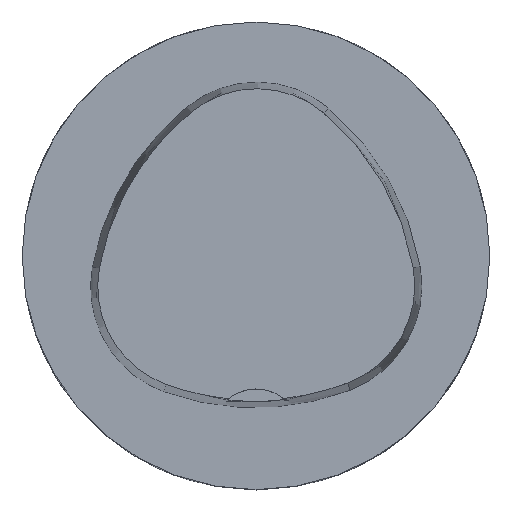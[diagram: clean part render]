
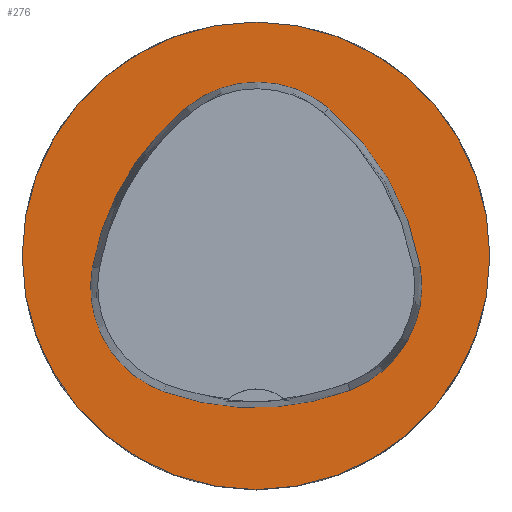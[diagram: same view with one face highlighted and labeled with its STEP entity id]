
A CAD part, top view. The second image highlights one B-rep face of the part: STEP entity #276.
In plain terms, the highlighted planar face has unit normal (0, 0, 1).
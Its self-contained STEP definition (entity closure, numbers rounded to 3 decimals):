
#226=PLANE('',#867);
#276=ADVANCED_FACE('',(#356,#357),#226,.T.);
#356=FACE_BOUND('',#426,.T.);
#357=FACE_BOUND('',#427,.T.);
#426=EDGE_LOOP('',(#551,#552,#553,#554,#555,#556));
#427=EDGE_LOOP('',(#557));
#551=ORIENTED_EDGE('',*,*,#722,.T.);
#552=ORIENTED_EDGE('',*,*,#702,.T.);
#553=ORIENTED_EDGE('',*,*,#706,.T.);
#554=ORIENTED_EDGE('',*,*,#709,.T.);
#555=ORIENTED_EDGE('',*,*,#712,.T.);
#556=ORIENTED_EDGE('',*,*,#720,.T.);
#557=ORIENTED_EDGE('',*,*,#692,.F.);
#631=VERTEX_POINT('',#1212);
#641=VERTEX_POINT('',#1239);
#642=VERTEX_POINT('',#1240);
#645=VERTEX_POINT('',#1248);
#647=VERTEX_POINT('',#1254);
#649=VERTEX_POINT('',#1260);
#656=VERTEX_POINT('',#1281);
#692=EDGE_CURVE('',#631,#631,#761,.T.);
#702=EDGE_CURVE('',#641,#642,#763,.T.);
#706=EDGE_CURVE('',#642,#645,#765,.T.);
#709=EDGE_CURVE('',#645,#647,#767,.T.);
#712=EDGE_CURVE('',#647,#649,#769,.T.);
#720=EDGE_CURVE('',#649,#656,#773,.T.);
#722=EDGE_CURVE('',#656,#641,#775,.T.);
#761=CIRCLE('',#837,31.5);
#763=CIRCLE('',#845,36.);
#765=CIRCLE('',#848,15.);
#767=CIRCLE('',#851,36.);
#769=CIRCLE('',#854,15.);
#773=CIRCLE('',#859,36.);
#775=CIRCLE('',#862,15.);
#837=AXIS2_PLACEMENT_3D('',#1211,#1003,#1004);
#845=AXIS2_PLACEMENT_3D('',#1238,#1024,#1025);
#848=AXIS2_PLACEMENT_3D('',#1247,#1032,#1033);
#851=AXIS2_PLACEMENT_3D('',#1253,#1039,#1040);
#854=AXIS2_PLACEMENT_3D('',#1259,#1046,#1047);
#859=AXIS2_PLACEMENT_3D('',#1282,#1058,#1059);
#862=AXIS2_PLACEMENT_3D('',#1285,#1064,#1065);
#867=AXIS2_PLACEMENT_3D('',#1290,#1074,#1075);
#1003=DIRECTION('',(0.,0.,-1.));
#1004=DIRECTION('',(-1.,0.,0.));
#1024=DIRECTION('',(0.,0.,-1.));
#1025=DIRECTION('',(-1.,0.,0.));
#1032=DIRECTION('',(0.,0.,-1.));
#1033=DIRECTION('',(-1.,0.,0.));
#1039=DIRECTION('',(0.,0.,-1.));
#1040=DIRECTION('',(-1.,0.,0.));
#1046=DIRECTION('',(0.,0.,-1.));
#1047=DIRECTION('',(-1.,0.,0.));
#1058=DIRECTION('',(0.,0.,-1.));
#1059=DIRECTION('',(-1.,0.,0.));
#1064=DIRECTION('',(0.,0.,-1.));
#1065=DIRECTION('',(-1.,0.,0.));
#1074=DIRECTION('',(0.,0.,1.));
#1075=DIRECTION('',(1.,0.,0.));
#1211=CARTESIAN_POINT('',(0.,0.,0.));
#1212=CARTESIAN_POINT('',(-31.5,0.,0.));
#1238=CARTESIAN_POINT('',(13.398,-7.893,0.));
#1239=CARTESIAN_POINT('',(-22.041,-1.562,0.));
#1240=CARTESIAN_POINT('',(-9.317,20.036,0.));
#1247=CARTESIAN_POINT('',(0.148,8.399,0.));
#1248=CARTESIAN_POINT('',(9.779,19.898,0.));
#1253=CARTESIAN_POINT('',(-13.337,-7.7,0.));
#1254=CARTESIAN_POINT('',(22.122,-1.48,0.));
#1259=CARTESIAN_POINT('',(7.347,-4.071,0.));
#1260=CARTESIAN_POINT('',(12.693,-18.087,0.));
#1281=CARTESIAN_POINT('',(-12.373,-18.307,0.));
#1282=CARTESIAN_POINT('',(-0.137,15.55,0.));
#1285=CARTESIAN_POINT('',(-7.275,-4.2,0.));
#1290=CARTESIAN_POINT('',(0.,0.,0.));
